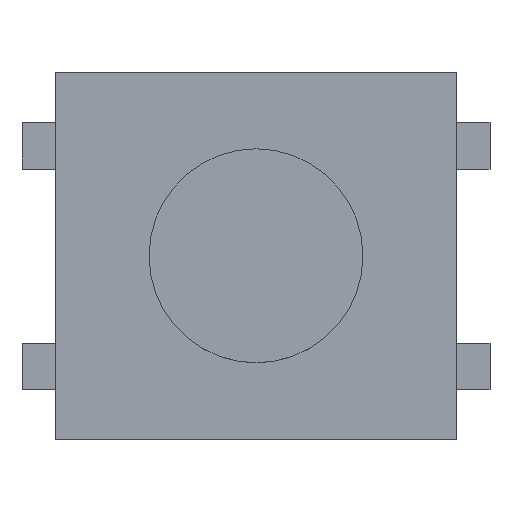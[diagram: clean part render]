
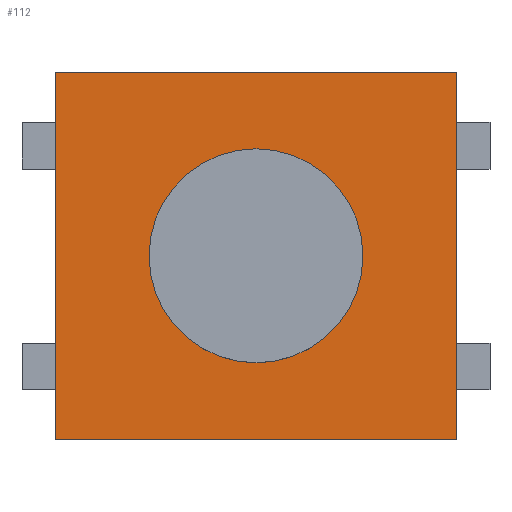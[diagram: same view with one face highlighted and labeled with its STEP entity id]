
A CAD part, top view. The second image highlights one B-rep face of the part: STEP entity #112.
In plain terms, the highlighted planar face has unit normal (0, 0, 1).
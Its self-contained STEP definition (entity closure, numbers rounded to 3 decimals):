
#26 = CARTESIAN_POINT ( 'NONE',  ( 1.5, 1.375, 1. ) ) ;
#53 = DIRECTION ( 'NONE',  ( 0., 0., 1. ) ) ;
#68 = CARTESIAN_POINT ( 'NONE',  ( -1.5, -1.375, 1. ) ) ;
#112 = ADVANCED_FACE ( 'NONE', ( #844 ), #1681, .T. ) ;
#180 = CARTESIAN_POINT ( 'NONE',  ( -1.5, 1.375, 1. ) ) ;
#189 = DIRECTION ( 'NONE',  ( 1., 0., 0. ) ) ;
#207 = ORIENTED_EDGE ( 'NONE', *, *, #675, .T. ) ;
#226 = LINE ( 'NONE', #26, #969 ) ;
#284 = DIRECTION ( 'NONE',  ( 1., 0., 0. ) ) ;
#500 = CARTESIAN_POINT ( 'NONE',  ( 0., 0., 1. ) ) ;
#573 = CARTESIAN_POINT ( 'NONE',  ( 1.5, -1.375, 1. ) ) ;
#675 = EDGE_CURVE ( 'NONE', #1682, #1036, #710, .T. ) ;
#696 = DIRECTION ( 'NONE',  ( -1., 0., 0. ) ) ;
#710 = LINE ( 'NONE', #68, #1474 ) ;
#743 = CARTESIAN_POINT ( 'NONE',  ( -1.5, 1.375, 1. ) ) ;
#747 = EDGE_CURVE ( 'NONE', #806, #1154, #1548, .T. ) ;
#753 = CARTESIAN_POINT ( 'NONE',  ( -1.5, -1.375, 1. ) ) ;
#770 = EDGE_LOOP ( 'NONE', ( #1214, #1877, #865, #207 ) ) ;
#806 = VERTEX_POINT ( 'NONE', #1820 ) ;
#844 = FACE_OUTER_BOUND ( 'NONE', #770, .T. ) ;
#865 = ORIENTED_EDGE ( 'NONE', *, *, #1230, .T. ) ;
#969 = VECTOR ( 'NONE', #1512, 1000. ) ;
#995 = LINE ( 'NONE', #743, #1156 ) ;
#1035 = DIRECTION ( 'NONE',  ( 0., -1., 0. ) ) ;
#1036 = VERTEX_POINT ( 'NONE', #573 ) ;
#1154 = VERTEX_POINT ( 'NONE', #180 ) ;
#1156 = VECTOR ( 'NONE', #1035, 1000. ) ;
#1214 = ORIENTED_EDGE ( 'NONE', *, *, #1398, .T. ) ;
#1230 = EDGE_CURVE ( 'NONE', #1154, #1682, #995, .T. ) ;
#1398 = EDGE_CURVE ( 'NONE', #1036, #806, #226, .T. ) ;
#1424 = CARTESIAN_POINT ( 'NONE',  ( -1.5, 1.375, 1. ) ) ;
#1474 = VECTOR ( 'NONE', #284, 1000. ) ;
#1505 = VECTOR ( 'NONE', #696, 1000. ) ;
#1512 = DIRECTION ( 'NONE',  ( 0., 1., 0. ) ) ;
#1548 = LINE ( 'NONE', #1424, #1505 ) ;
#1681 = PLANE ( 'NONE',  #1833 ) ;
#1682 = VERTEX_POINT ( 'NONE', #753 ) ;
#1820 = CARTESIAN_POINT ( 'NONE',  ( 1.5, 1.375, 1. ) ) ;
#1833 = AXIS2_PLACEMENT_3D ( 'NONE', #500, #53, #189 ) ;
#1877 = ORIENTED_EDGE ( 'NONE', *, *, #747, .T. ) ;
